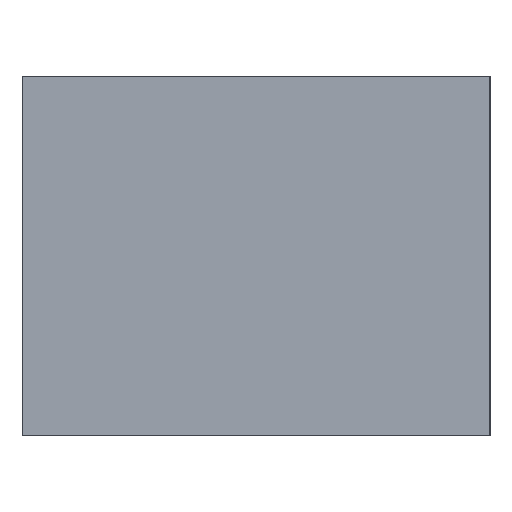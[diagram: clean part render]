
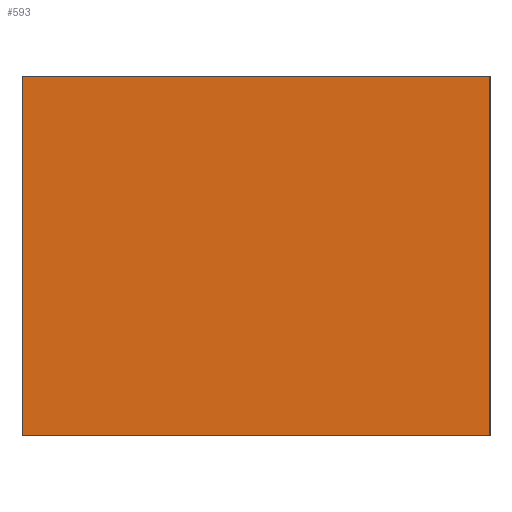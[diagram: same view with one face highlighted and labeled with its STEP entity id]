
A CAD part, left-side view. The second image highlights one B-rep face of the part: STEP entity #593.
In plain terms, the highlighted planar face has unit normal (-1, 0, 0).
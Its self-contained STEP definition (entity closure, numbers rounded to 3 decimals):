
#473 = ORIENTED_EDGE ( 'NONE', *, *, #2286, .T. ) ;
#517 = ORIENTED_EDGE ( 'NONE', *, *, #861, .F. ) ;
#525 = VERTEX_POINT ( 'NONE', #1849 ) ;
#593 = ADVANCED_FACE ( 'NONE', ( #1560 ), #1873, .F. ) ;
#783 = CARTESIAN_POINT ( 'NONE',  ( -2., 0., 0. ) ) ;
#804 = CARTESIAN_POINT ( 'NONE',  ( -2., -6., 20. ) ) ;
#836 = EDGE_CURVE ( 'NONE', #1260, #1469, #1453, .T. ) ;
#861 = EDGE_CURVE ( 'NONE', #1260, #1468, #1530, .T. ) ;
#903 = CARTESIAN_POINT ( 'NONE',  ( -2., 0., 20. ) ) ;
#966 = ORIENTED_EDGE ( 'NONE', *, *, #836, .T. ) ;
#992 = ORIENTED_EDGE ( 'NONE', *, *, #1659, .T. ) ;
#1052 = VECTOR ( 'NONE', #1249, 1000. ) ;
#1062 = EDGE_LOOP ( 'NONE', ( #473, #517, #966, #992 ) ) ;
#1101 = VECTOR ( 'NONE', #2352, 1000. ) ;
#1180 = DIRECTION ( 'NONE',  ( 1., 0., 0. ) ) ;
#1249 = DIRECTION ( 'NONE',  ( 0., -1., 0. ) ) ;
#1260 = VERTEX_POINT ( 'NONE', #804 ) ;
#1316 = CARTESIAN_POINT ( 'NONE',  ( -2., 20., 0. ) ) ;
#1412 = CARTESIAN_POINT ( 'NONE',  ( -2., 20., 20. ) ) ;
#1417 = CARTESIAN_POINT ( 'NONE',  ( -2., -6., 0. ) ) ;
#1453 = LINE ( 'NONE', #903, #2179 ) ;
#1468 = VERTEX_POINT ( 'NONE', #1417 ) ;
#1469 = VERTEX_POINT ( 'NONE', #1412 ) ;
#1530 = LINE ( 'NONE', #2362, #1101 ) ;
#1535 = VECTOR ( 'NONE', #2242, 1000. ) ;
#1560 = FACE_OUTER_BOUND ( 'NONE', #1062, .T. ) ;
#1599 = LINE ( 'NONE', #1965, #1052 ) ;
#1659 = EDGE_CURVE ( 'NONE', #1469, #525, #2336, .T. ) ;
#1849 = CARTESIAN_POINT ( 'NONE',  ( -2., 20., 0. ) ) ;
#1873 = PLANE ( 'NONE',  #1880 ) ;
#1880 = AXIS2_PLACEMENT_3D ( 'NONE', #783, #1180, #1911 ) ;
#1911 = DIRECTION ( 'NONE',  ( 0., 0., -1. ) ) ;
#1965 = CARTESIAN_POINT ( 'NONE',  ( -2., 0., 0. ) ) ;
#2157 = DIRECTION ( 'NONE',  ( 0., 1., 0. ) ) ;
#2179 = VECTOR ( 'NONE', #2157, 1000. ) ;
#2242 = DIRECTION ( 'NONE',  ( 0., 0., -1. ) ) ;
#2286 = EDGE_CURVE ( 'NONE', #525, #1468, #1599, .T. ) ;
#2336 = LINE ( 'NONE', #1316, #1535 ) ;
#2352 = DIRECTION ( 'NONE',  ( 0., 0., -1. ) ) ;
#2362 = CARTESIAN_POINT ( 'NONE',  ( -2., -6., 20. ) ) ;
